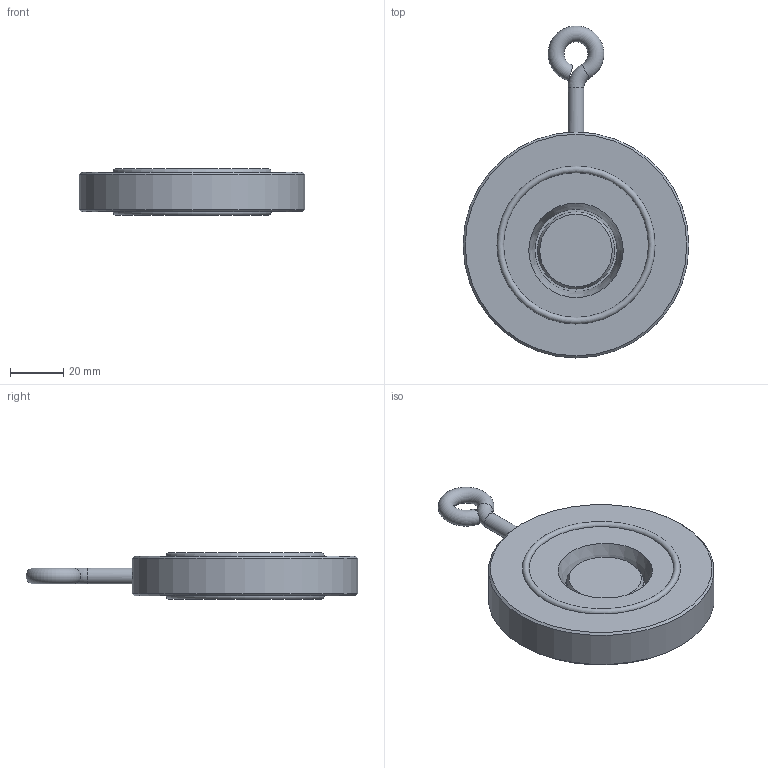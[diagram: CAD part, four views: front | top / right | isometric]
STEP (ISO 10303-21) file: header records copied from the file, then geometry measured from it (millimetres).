
FILE_DESCRIPTION (( 'STEP AP214' ), '1' );
FILE_NAME ('ZRK-32.STEP', '2021-11-19T14:07:34', ( 'admin' ), ( 'Hewlett-Packard Company' ), 'SwSTEP 2.0', 'SolidWorks 2015', '' );
FILE_SCHEMA (( 'AUTOMOTIVE_DESIGN' ));
Length unit declared in the file: millimetre
Products named in the file (1): ZRK-32
Bounding box: 85 x 124.98 x 17.5 mm (x, y, z)
Volume: 81568.7 mm3; surface area: 19026.8 mm2
Topology: 1 solids, 2 shells, 29 faces, 48 edges, 30 vertices
Faces by surface type: plane 11, torus 8, cylinder 5, cone 5
Full cylindrical faces by diameter (mm): 5 x1, 6 x1, 18 x1, 29 x1, 85 x1
Entity records: 670 total; most frequent: CARTESIAN_POINT 149, DIRECTION 114, AXIS2_PLACEMENT_3D 57, ORIENTED_EDGE 56, EDGE_LOOP 56, FACE_OUTER_BOUND 42, ADVANCED_FACE 29, VERTEX_POINT 28
